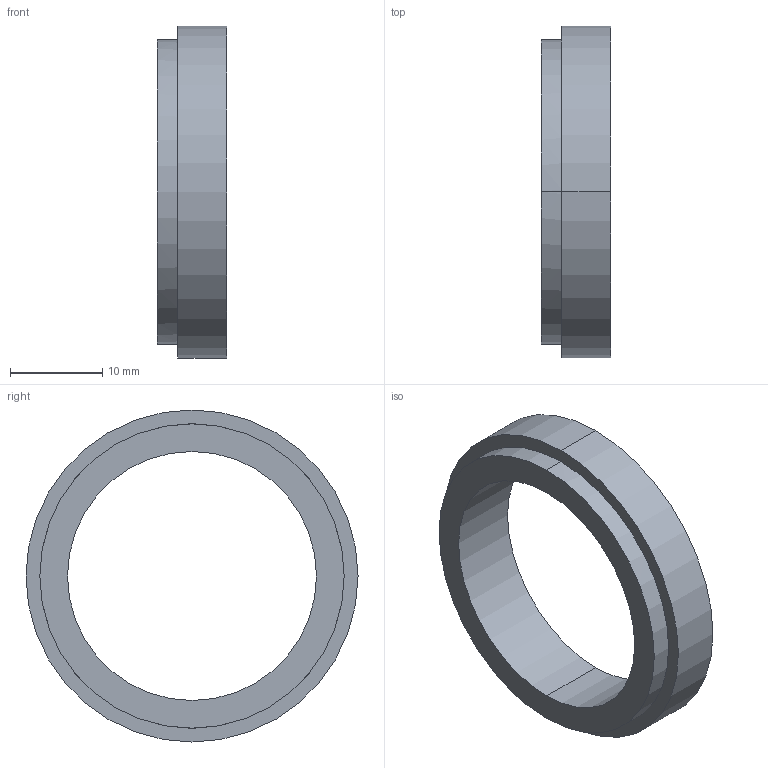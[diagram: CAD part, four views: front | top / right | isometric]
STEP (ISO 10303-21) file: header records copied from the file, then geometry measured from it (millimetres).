
FILE_DESCRIPTION (( 'STEP AP203' ), '1' );
FILE_NAME ('450441~2.STEP', '2023-06-05T10:39:17', ( '' ), ( '' ), 'SwSTEP 2.0', 'SolidWorks 2016', '' );
FILE_SCHEMA (( 'CONFIG_CONTROL_DESIGN' ));
Length unit declared in the file: millimetre
Products named in the file (1): 450441~2
Bounding box: 7.5 x 36 x 36 mm (x, y, z)
Volume: 2902.3 mm3; surface area: 2454 mm2
Topology: 1 solids, 1 shells, 17 faces, 48 edges, 28 vertices
Faces by surface type: cylinder 10, cone 4, plane 3
Entity records: 623 total; most frequent: CARTESIAN_POINT 102, DIRECTION 100, ORIENTED_EDGE 88, EDGE_CURVE 44, AXIS2_PLACEMENT_3D 42, VERTEX_POINT 28, CIRCLE 24, EDGE_LOOP 22
